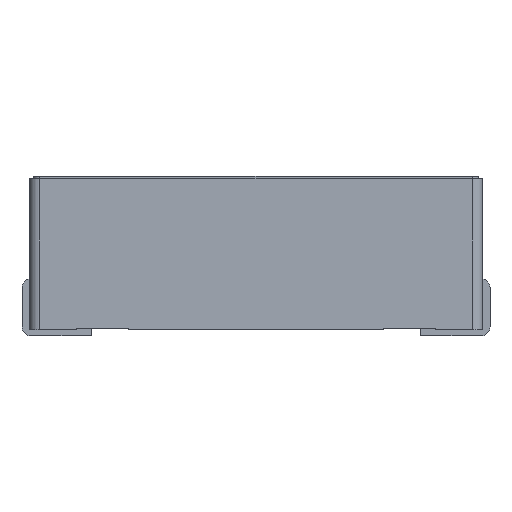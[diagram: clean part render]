
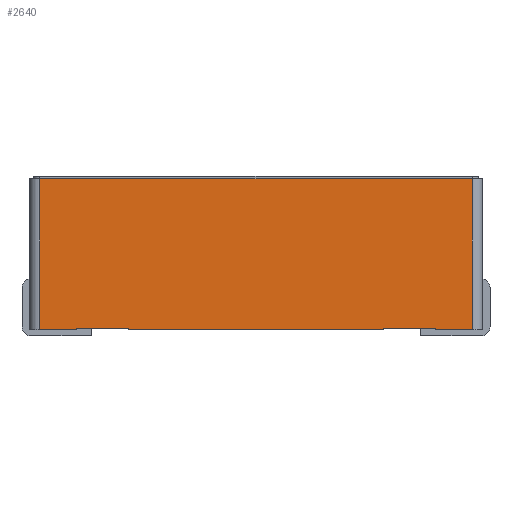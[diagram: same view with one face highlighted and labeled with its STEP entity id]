
A CAD part, front view. The second image highlights one B-rep face of the part: STEP entity #2640.
In plain terms, the highlighted planar face has unit normal (0, -1, 0).
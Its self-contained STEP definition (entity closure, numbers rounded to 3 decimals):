
#860=ORIENTED_EDGE('',*,*,#1353,.T.);
#861=ORIENTED_EDGE('',*,*,#1354,.T.);
#862=ORIENTED_EDGE('',*,*,#1355,.T.);
#863=ORIENTED_EDGE('',*,*,#1356,.T.);
#864=ORIENTED_EDGE('',*,*,#1357,.T.);
#865=ORIENTED_EDGE('',*,*,#1338,.T.);
#866=ORIENTED_EDGE('',*,*,#1332,.F.);
#867=ORIENTED_EDGE('',*,*,#1304,.T.);
#868=ORIENTED_EDGE('',*,*,#1331,.F.);
#869=ORIENTED_EDGE('',*,*,#1358,.F.);
#870=ORIENTED_EDGE('',*,*,#1343,.F.);
#871=ORIENTED_EDGE('',*,*,#1359,.T.);
#1304=EDGE_CURVE('',#1603,#1601,#1805,.T.);
#1331=EDGE_CURVE('',#1622,#1601,#1824,.T.);
#1332=EDGE_CURVE('',#1603,#1623,#1825,.T.);
#1338=EDGE_CURVE('',#1625,#1623,#1831,.T.);
#1343=EDGE_CURVE('',#1629,#1630,#1836,.T.);
#1353=EDGE_CURVE('',#1636,#1637,#1846,.F.);
#1354=EDGE_CURVE('',#1637,#1638,#1847,.T.);
#1355=EDGE_CURVE('',#1638,#1639,#1848,.T.);
#1356=EDGE_CURVE('',#1639,#1640,#1849,.T.);
#1357=EDGE_CURVE('',#1640,#1625,#1850,.T.);
#1358=EDGE_CURVE('',#1630,#1622,#1851,.T.);
#1359=EDGE_CURVE('',#1629,#1636,#1852,.T.);
#1601=VERTEX_POINT('',#5842);
#1603=VERTEX_POINT('',#5845);
#1622=VERTEX_POINT('',#5898);
#1623=VERTEX_POINT('',#5902);
#1625=VERTEX_POINT('',#5908);
#1629=VERTEX_POINT('',#5921);
#1630=VERTEX_POINT('',#5923);
#1636=VERTEX_POINT('',#5942);
#1637=VERTEX_POINT('',#5943);
#1638=VERTEX_POINT('',#5945);
#1639=VERTEX_POINT('',#5947);
#1640=VERTEX_POINT('',#5949);
#1805=LINE('',#5844,#2030);
#1824=LINE('',#5899,#2049);
#1825=LINE('',#5901,#2050);
#1831=LINE('',#5912,#2056);
#1836=LINE('',#5922,#2061);
#1846=LINE('',#5941,#2071);
#1847=LINE('',#5944,#2072);
#1848=LINE('',#5946,#2073);
#1849=LINE('',#5948,#2074);
#1850=LINE('',#5950,#2075);
#1851=LINE('',#5951,#2076);
#1852=LINE('',#5952,#2077);
#2030=VECTOR('',#4072,1000.);
#2049=VECTOR('',#4123,1000.);
#2050=VECTOR('',#4126,1000.);
#2056=VECTOR('',#4134,1000.);
#2061=VECTOR('',#4143,1000.);
#2071=VECTOR('',#4159,1000.);
#2072=VECTOR('',#4160,1000.);
#2073=VECTOR('',#4161,1000.);
#2074=VECTOR('',#4162,1000.);
#2075=VECTOR('',#4163,1000.);
#2076=VECTOR('',#4164,1000.);
#2077=VECTOR('',#4165,1000.);
#2239=EDGE_LOOP('',(#860,#861,#862,#863,#864,#865,#866,#867,#868,#869,#870,
#871));
#2392=FACE_BOUND('',#2239,.T.);
#2502=PLANE('',#3660);
#2640=ADVANCED_FACE('',(#2392),#2502,.F.);
#3660=AXIS2_PLACEMENT_3D('',#5940,#4157,#4158);
#4072=DIRECTION('',(1.,0.,0.));
#4123=DIRECTION('',(0.,0.,-1.));
#4126=DIRECTION('',(0.,0.,1.));
#4134=DIRECTION('',(1.,0.,0.));
#4143=DIRECTION('',(0.,0.,1.));
#4157=DIRECTION('',(0.,1.,0.));
#4158=DIRECTION('',(-1.,0.,0.));
#4159=DIRECTION('',(0.,0.,-1.));
#4160=DIRECTION('',(-1.,0.,0.));
#4161=DIRECTION('',(0.,0.,-1.));
#4162=DIRECTION('',(1.,0.,0.));
#4163=DIRECTION('',(0.,0.,1.));
#4164=DIRECTION('',(-1.,0.,0.));
#4165=DIRECTION('',(1.,0.,0.));
#5842=CARTESIAN_POINT('',(5.,-8.5,0.));
#5844=CARTESIAN_POINT('',(-8.85,-8.5,0.));
#5845=CARTESIAN_POINT('',(-5.,-8.5,0.));
#5898=CARTESIAN_POINT('',(5.,-8.5,0.05));
#5899=CARTESIAN_POINT('',(5.,-8.5,6.));
#5901=CARTESIAN_POINT('',(-5.,-8.5,-25.214));
#5902=CARTESIAN_POINT('',(-5.,-8.5,0.05));
#5908=CARTESIAN_POINT('',(-7.,-8.5,0.05));
#5912=CARTESIAN_POINT('',(-7.,-8.5,0.05));
#5921=CARTESIAN_POINT('',(7.,-8.5,0.));
#5922=CARTESIAN_POINT('',(7.,-8.5,6.));
#5923=CARTESIAN_POINT('',(7.,-8.5,0.05));
#5940=CARTESIAN_POINT('',(-8.85,-8.5,6.));
#5941=CARTESIAN_POINT('',(8.45,-8.5,6.));
#5942=CARTESIAN_POINT('',(8.45,-8.5,0.));
#5943=CARTESIAN_POINT('',(8.45,-8.5,5.9));
#5944=CARTESIAN_POINT('',(8.45,-8.5,5.9));
#5945=CARTESIAN_POINT('',(-8.45,-8.5,5.9));
#5946=CARTESIAN_POINT('',(-8.45,-8.5,6.));
#5947=CARTESIAN_POINT('',(-8.45,-8.5,0.));
#5948=CARTESIAN_POINT('',(-8.85,-8.5,0.));
#5949=CARTESIAN_POINT('',(-7.,-8.5,0.));
#5950=CARTESIAN_POINT('',(-7.,-8.5,-25.214));
#5951=CARTESIAN_POINT('',(7.,-8.5,0.05));
#5952=CARTESIAN_POINT('',(-8.85,-8.5,0.));
